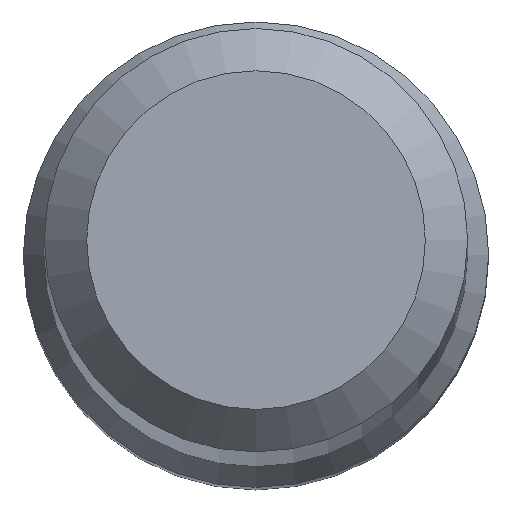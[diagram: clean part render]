
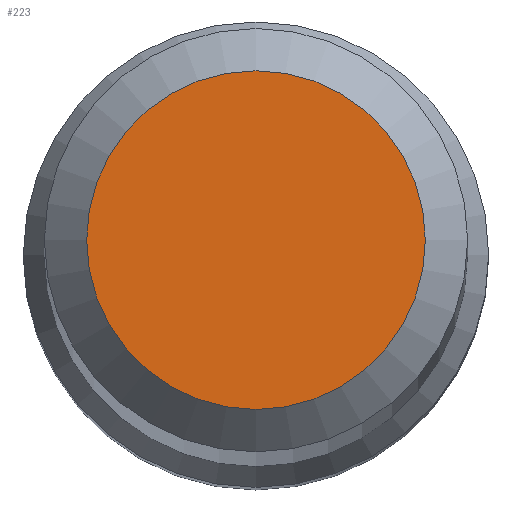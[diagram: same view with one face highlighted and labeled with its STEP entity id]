
A CAD part, top view. The second image highlights one B-rep face of the part: STEP entity #223.
In plain terms, the highlighted planar face has unit normal (0, 0, 1).
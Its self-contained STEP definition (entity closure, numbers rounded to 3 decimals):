
#24 = DIRECTION ( 'NONE',  ( 0., 0., -1. ) ) ;
#52 = AXIS2_PLACEMENT_3D ( 'NONE', #203, #24, #110 ) ;
#64 = DIRECTION ( 'NONE',  ( 0., -1., 0. ) ) ;
#101 = CARTESIAN_POINT ( 'NONE',  ( 0., 1.2, 70. ) ) ;
#105 = CIRCLE ( 'NONE', #52, 1.2 ) ;
#107 = EDGE_LOOP ( 'NONE', ( #221 ) ) ;
#110 = DIRECTION ( 'NONE',  ( 0., 1., 0. ) ) ;
#136 = CARTESIAN_POINT ( 'NONE',  ( 0., 0., 70. ) ) ;
#171 = VERTEX_POINT ( 'NONE', #101 ) ;
#175 = DIRECTION ( 'NONE',  ( 0., 0., 1. ) ) ;
#189 = EDGE_CURVE ( 'NONE', #171, #171, #105, .T. ) ;
#192 = AXIS2_PLACEMENT_3D ( 'NONE', #136, #175, #64 ) ;
#203 = CARTESIAN_POINT ( 'NONE',  ( 0., 0., 70. ) ) ;
#214 = FACE_OUTER_BOUND ( 'NONE', #107, .T. ) ;
#221 = ORIENTED_EDGE ( 'NONE', *, *, #189, .F. ) ;
#223 = ADVANCED_FACE ( 'NONE', ( #214 ), #233, .T. ) ;
#233 = PLANE ( 'NONE',  #192 ) ;
